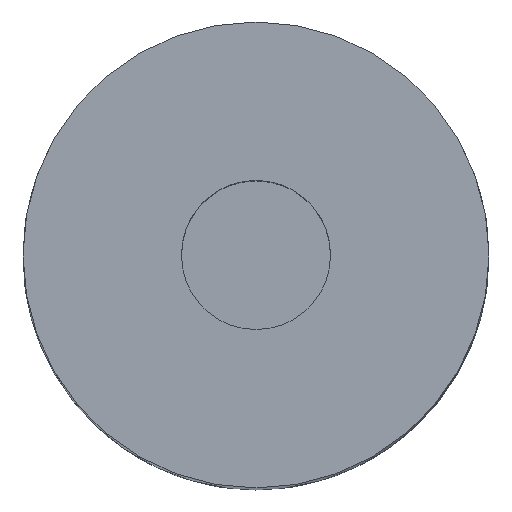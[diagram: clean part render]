
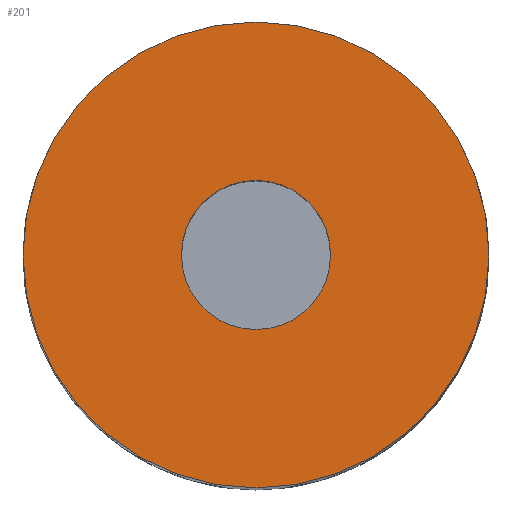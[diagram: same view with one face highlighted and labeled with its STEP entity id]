
A CAD part, top view. The second image highlights one B-rep face of the part: STEP entity #201.
In plain terms, the highlighted planar face has unit normal (0, 0, 1).
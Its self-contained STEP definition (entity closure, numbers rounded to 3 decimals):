
#24 = AXIS2_PLACEMENT_3D ( 'NONE', #550, #634, #854 ) ;
#106 = ORIENTED_EDGE ( 'NONE', *, *, #718, .F. ) ;
#122 = ORIENTED_EDGE ( 'NONE', *, *, #474, .T. ) ;
#123 = CARTESIAN_POINT ( 'NONE',  ( 0., 0., 125. ) ) ;
#144 = AXIS2_PLACEMENT_3D ( 'NONE', #597, #534, #810 ) ;
#201 = ADVANCED_FACE ( 'NONE', ( #345, #563 ), #284, .F. ) ;
#203 = DIRECTION ( 'NONE',  ( 0., 0., 1. ) ) ;
#218 = AXIS2_PLACEMENT_3D ( 'NONE', #123, #401, #768 ) ;
#223 = ORIENTED_EDGE ( 'NONE', *, *, #246, .F. ) ;
#225 = CARTESIAN_POINT ( 'NONE',  ( -25., 0., 125. ) ) ;
#237 = VERTEX_POINT ( 'NONE', #348 ) ;
#246 = EDGE_CURVE ( 'NONE', #237, #643, #721, .T. ) ;
#284 = PLANE ( 'NONE',  #24 ) ;
#337 = VERTEX_POINT ( 'NONE', #631 ) ;
#345 = FACE_BOUND ( 'NONE', #594, .T. ) ;
#348 = CARTESIAN_POINT ( 'NONE',  ( 8., 0., 125. ) ) ;
#401 = DIRECTION ( 'NONE',  ( 0., 0., 1. ) ) ;
#442 = AXIS2_PLACEMENT_3D ( 'NONE', #919, #203, #565 ) ;
#466 = EDGE_LOOP ( 'NONE', ( #122, #893 ) ) ;
#474 = EDGE_CURVE ( 'NONE', #337, #647, #882, .T. ) ;
#506 = CIRCLE ( 'NONE', #802, 8. ) ;
#527 = DIRECTION ( 'NONE',  ( 0., 0., 1. ) ) ;
#534 = DIRECTION ( 'NONE',  ( 0., 0., 1. ) ) ;
#550 = CARTESIAN_POINT ( 'NONE',  ( 25., 0., 125. ) ) ;
#563 = FACE_OUTER_BOUND ( 'NONE', #466, .T. ) ;
#565 = DIRECTION ( 'NONE',  ( 1., 0., 0. ) ) ;
#579 = CIRCLE ( 'NONE', #144, 25. ) ;
#594 = EDGE_LOOP ( 'NONE', ( #223, #106 ) ) ;
#597 = CARTESIAN_POINT ( 'NONE',  ( 0., 0., 125. ) ) ;
#601 = CARTESIAN_POINT ( 'NONE',  ( 0., 0., 125. ) ) ;
#606 = DIRECTION ( 'NONE',  ( 1., 0., 0. ) ) ;
#631 = CARTESIAN_POINT ( 'NONE',  ( 25., 0., 125. ) ) ;
#634 = DIRECTION ( 'NONE',  ( 0., 0., -1. ) ) ;
#643 = VERTEX_POINT ( 'NONE', #792 ) ;
#647 = VERTEX_POINT ( 'NONE', #225 ) ;
#718 = EDGE_CURVE ( 'NONE', #643, #237, #506, .T. ) ;
#721 = CIRCLE ( 'NONE', #218, 8. ) ;
#737 = EDGE_CURVE ( 'NONE', #647, #337, #579, .T. ) ;
#768 = DIRECTION ( 'NONE',  ( 1., 0., 0. ) ) ;
#792 = CARTESIAN_POINT ( 'NONE',  ( -8., 0., 125. ) ) ;
#802 = AXIS2_PLACEMENT_3D ( 'NONE', #601, #527, #606 ) ;
#810 = DIRECTION ( 'NONE',  ( 1., 0., 0. ) ) ;
#854 = DIRECTION ( 'NONE',  ( -1., 0., 0. ) ) ;
#882 = CIRCLE ( 'NONE', #442, 25. ) ;
#893 = ORIENTED_EDGE ( 'NONE', *, *, #737, .T. ) ;
#919 = CARTESIAN_POINT ( 'NONE',  ( 0., 0., 125. ) ) ;
